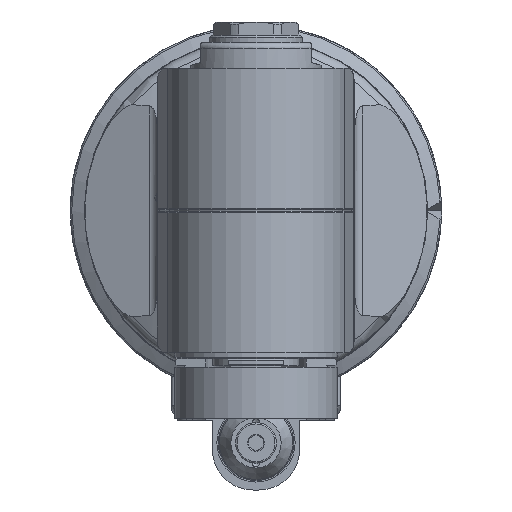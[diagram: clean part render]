
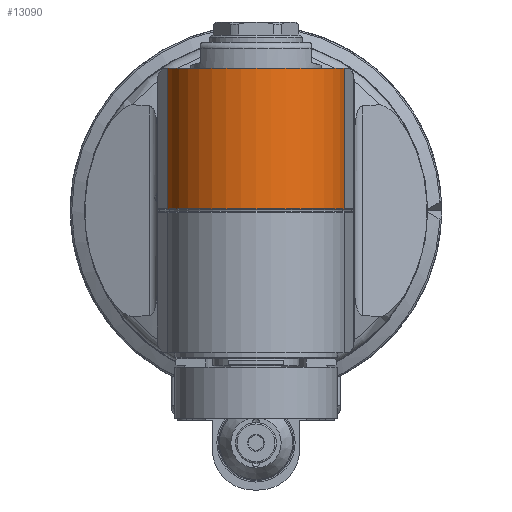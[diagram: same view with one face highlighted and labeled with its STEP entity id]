
A CAD part, front view. The second image highlights one B-rep face of the part: STEP entity #13090.
In plain terms, the highlighted cylindrical face has radius 31 mm (diameter 62 mm), a partial arc.
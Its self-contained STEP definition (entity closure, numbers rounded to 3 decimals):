
#572=CYLINDRICAL_SURFACE('',#14383,31.);
#1252=CIRCLE('',#14381,31.);
#1254=CIRCLE('',#14384,31.);
#2007=FACE_OUTER_BOUND('',#2873,.T.);
#2873=EDGE_LOOP('',(#10827,#10828,#10829,#10830));
#3989=LINE('',#36539,#4821);
#3990=LINE('',#36542,#4822);
#4821=VECTOR('',#17387,48.334);
#4822=VECTOR('',#17390,48.334);
#5938=VERTEX_POINT('',#36486);
#5939=VERTEX_POINT('',#36487);
#5952=VERTEX_POINT('',#36538);
#5953=VERTEX_POINT('',#36540);
#7634=EDGE_CURVE('',#5938,#5939,#1252,.T.);
#7649=EDGE_CURVE('',#5938,#5952,#3989,.T.);
#7650=EDGE_CURVE('',#5953,#5952,#1254,.T.);
#7651=EDGE_CURVE('',#5953,#5939,#3990,.T.);
#10827=ORIENTED_EDGE('',*,*,#7649,.T.);
#10828=ORIENTED_EDGE('',*,*,#7650,.F.);
#10829=ORIENTED_EDGE('',*,*,#7651,.T.);
#10830=ORIENTED_EDGE('',*,*,#7634,.F.);
#13090=ADVANCED_FACE('',(#2007),#572,.T.);
#14381=AXIS2_PLACEMENT_3D('',#36488,#17379,#17380);
#14383=AXIS2_PLACEMENT_3D('',#36537,#17385,#17386);
#14384=AXIS2_PLACEMENT_3D('',#36541,#17388,#17389);
#17379=DIRECTION('center_axis',(0.,-1.,0.));
#17380=DIRECTION('ref_axis',(0.208,0.,-0.978));
#17385=DIRECTION('center_axis',(0.,1.,0.));
#17386=DIRECTION('ref_axis',(1.,0.,0.));
#17387=DIRECTION('',(0.,1.,0.));
#17388=DIRECTION('center_axis',(0.,1.,0.));
#17389=DIRECTION('ref_axis',(0.208,0.,0.978));
#17390=DIRECTION('',(0.,-1.,0.));
#36486=CARTESIAN_POINT('',(384.508,-49.,-30.323));
#36487=CARTESIAN_POINT('',(384.508,-49.,30.323));
#36488=CARTESIAN_POINT('Origin',(378.063,-49.,0.));
#36537=CARTESIAN_POINT('Origin',(378.063,49.,0.));
#36538=CARTESIAN_POINT('',(384.508,-0.666,-30.323));
#36539=CARTESIAN_POINT('',(384.508,-49.,-30.323));
#36540=CARTESIAN_POINT('',(384.508,-0.666,30.323));
#36541=CARTESIAN_POINT('Origin',(378.063,-0.666,0.));
#36542=CARTESIAN_POINT('',(384.508,-0.666,30.323));
